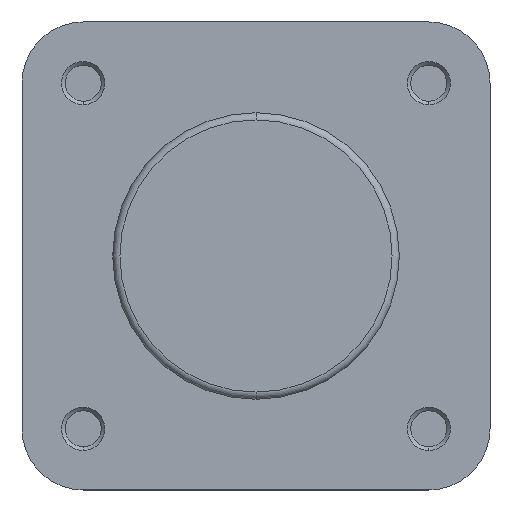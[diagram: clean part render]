
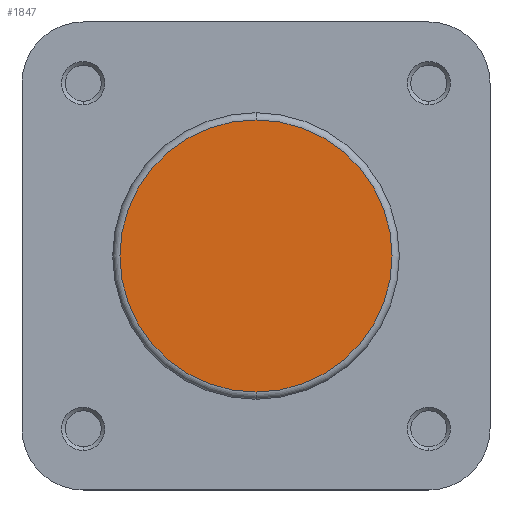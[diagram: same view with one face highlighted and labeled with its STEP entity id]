
A CAD part, left-side view. The second image highlights one B-rep face of the part: STEP entity #1847.
In plain terms, the highlighted planar face has unit normal (-1, 0, 0).
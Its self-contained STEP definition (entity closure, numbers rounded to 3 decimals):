
#311 = EDGE_LOOP ( 'NONE', ( #2514, #2513 ) ) ;
#373 = AXIS2_PLACEMENT_3D ( 'NONE', #1254, #1257, #1258 ) ;
#422 = VERTEX_POINT ( 'NONE', #709 ) ;
#428 = VERTEX_POINT ( 'NONE', #707 ) ;
#707 = CARTESIAN_POINT ( 'NONE',  ( 21., 0., -18.9 ) ) ;
#709 = CARTESIAN_POINT ( 'NONE',  ( 21., 0., 18.9 ) ) ;
#1254 = CARTESIAN_POINT ( 'NONE',  ( 21., 19.9, 0. ) ) ;
#1255 = PLANE ( 'NONE',  #373 ) ;
#1257 = DIRECTION ( 'NONE',  ( 1., 0., 0. ) ) ;
#1258 = DIRECTION ( 'NONE',  ( 0., 0., -1. ) ) ;
#1847 = ADVANCED_FACE ( 'NONE', ( #2761 ), #1255, .F. ) ;
#2513 = ORIENTED_EDGE ( 'NONE', *, *, #5554, .T. ) ;
#2514 = ORIENTED_EDGE ( 'NONE', *, *, #5592, .T. ) ;
#2761 = FACE_OUTER_BOUND ( 'NONE', #311, .T. ) ;
#3090 = CIRCLE ( 'NONE', #3536, 18.9 ) ;
#3149 = CIRCLE ( 'NONE', #3552, 18.9 ) ;
#3536 = AXIS2_PLACEMENT_3D ( 'NONE', #3897, #3898, #3899 ) ;
#3552 = AXIS2_PLACEMENT_3D ( 'NONE', #3983, #3991, #3992 ) ;
#3897 = CARTESIAN_POINT ( 'NONE',  ( 21., 0., 0. ) ) ;
#3898 = DIRECTION ( 'NONE',  ( -1., 0., 0. ) ) ;
#3899 = DIRECTION ( 'NONE',  ( 0., 0., -1. ) ) ;
#3983 = CARTESIAN_POINT ( 'NONE',  ( 21., 0., 0. ) ) ;
#3991 = DIRECTION ( 'NONE',  ( -1., 0., 0. ) ) ;
#3992 = DIRECTION ( 'NONE',  ( 0., 0., -1. ) ) ;
#5554 = EDGE_CURVE ( 'NONE', #422, #428, #3090, .T. ) ;
#5592 = EDGE_CURVE ( 'NONE', #428, #422, #3149, .T. ) ;
